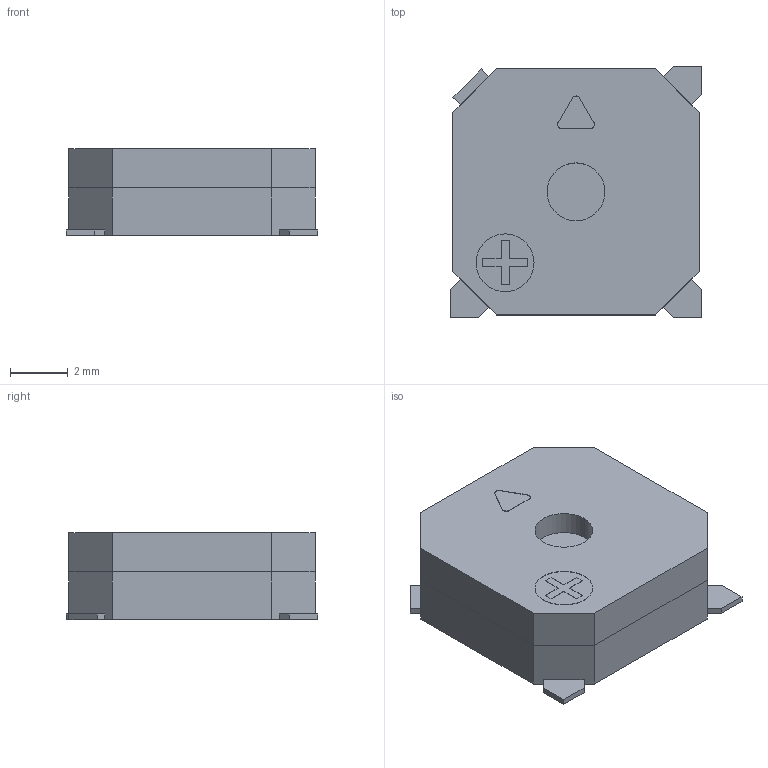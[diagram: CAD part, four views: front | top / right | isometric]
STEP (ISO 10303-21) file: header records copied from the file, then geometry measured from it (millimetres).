
FILE_DESCRIPTION (( 'STEP AP214' ), '1' );
FILE_NAME ('BUZ-SMD_4P-L8.5-W8.5-H3.0.step', '2024-12-03T05:52:26', ( '' ), ( '' ), 'SwSTEP 2.0', 'SolidWorks 2021', '' );
FILE_SCHEMA (( 'AUTOMOTIVE_DESIGN' ));
Length unit declared in the file: millimetre
Products named in the file (1): BUZ-SMD_4P-L8.5-W8.5-H3.0
Bounding box: 8.7 x 8.7 x 3.02 mm (x, y, z)
Volume: 201.6 mm3; surface area: 241.7 mm2
Topology: 1 solids, 1 shells, 355 faces, 961 edges, 638 vertices
Faces by surface type: plane 235, bspline 112, cylinder 8
Entity records: 16178 total; most frequent: CARTESIAN_POINT 4059, ORIENTED_EDGE 1922, DIRECTION 1237, EDGE_CURVE 961, VECTOR 717, LINE 717, VERTEX_POINT 638, EDGE_LOOP 385
